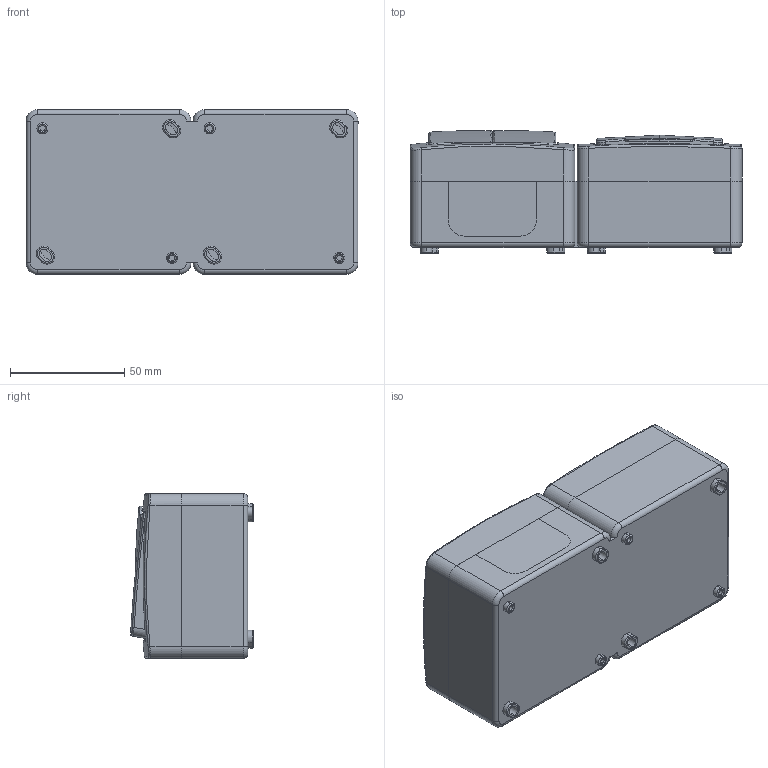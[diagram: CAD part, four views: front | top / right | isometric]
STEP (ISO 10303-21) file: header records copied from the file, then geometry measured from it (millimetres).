
FILE_DESCRIPTION (( 'STEP AP203' ), '1' );
FILE_NAME ('EBGMP20-K03-32-54-EC ÁÃá-22-32-ÃÏÁä áëîê âûêë 2êë_ðîçåòêà 1ì ñ ç_ê î_ó IP54 ÃÅÐÌÅÑ PLUS (êë.áåë_êð.äûì).STEP', '2016-11-24T12:10:51', ( '' ), ( '' ), 'SwSTEP 2.0', 'SolidWorks 2014', '' );
FILE_SCHEMA (( 'CONFIG_CONTROL_DESIGN' ));
Length unit declared in the file: millimetre
Products named in the file (2): EBGMP20-K03-32-54-EC ÁÃá-22-32-ÃÏÁä áëîê âûêë 2êë_ðîçåòêà 1ì ñ ç_ê î_ó  IP54 ÃÅÐÌÅÑ PLUS (êë.áåë_êð.äûì)
Bounding box: 145 x 53.69 x 72 mm (x, y, z)
Volume: 114761.3 mm3; surface area: 137633 mm2
Topology: 8 solids, 8 shells, 850 faces, 2201 edges, 1399 vertices
Faces by surface type: plane 399, cylinder 287, torus 85, bspline 59, sphere 20
Entity records: 29299 total; most frequent: CARTESIAN_POINT 8427, ORIENTED_EDGE 4378, DIRECTION 4317, EDGE_CURVE 2189, AXIS2_PLACEMENT_3D 1549, VERTEX_POINT 1399, VECTOR 1219, LINE 1219
